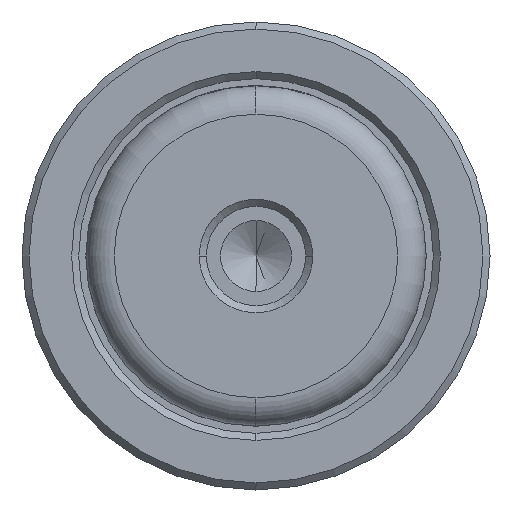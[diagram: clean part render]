
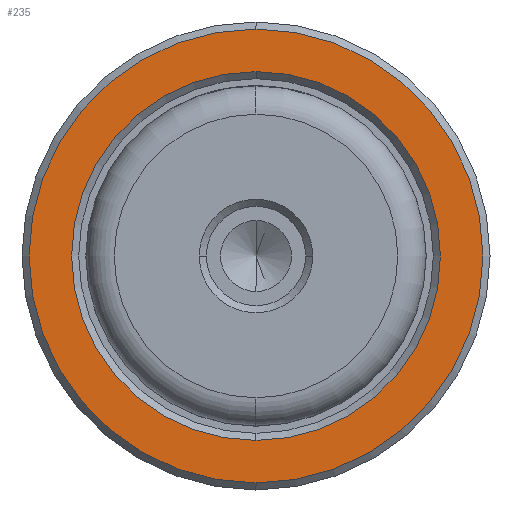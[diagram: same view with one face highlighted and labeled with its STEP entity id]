
A CAD part, left-side view. The second image highlights one B-rep face of the part: STEP entity #235.
In plain terms, the highlighted planar face has unit normal (-1, 0, 0).
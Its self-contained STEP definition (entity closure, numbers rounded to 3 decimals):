
#52 = AXIS2_PLACEMENT_3D ( 'NONE', #2117, #1378, #289 ) ;
#87 = VERTEX_POINT ( 'NONE', #1880 ) ;
#95 = EDGE_LOOP ( 'NONE', ( #759, #820 ) ) ;
#99 = CARTESIAN_POINT ( 'NONE',  ( 24., 0., 0. ) ) ;
#116 = DIRECTION ( 'NONE',  ( 1., 0., 0. ) ) ;
#235 = ADVANCED_FACE ( 'NONE', ( #648, #1117 ), #1190, .T. ) ;
#253 = CIRCLE ( 'NONE', #938, 13. ) ;
#285 = DIRECTION ( 'NONE',  ( 0., 0., -1. ) ) ;
#289 = DIRECTION ( 'NONE',  ( 0., 0., 1. ) ) ;
#335 = VERTEX_POINT ( 'NONE', #1809 ) ;
#384 = CARTESIAN_POINT ( 'NONE',  ( 24., 0., 0. ) ) ;
#400 = DIRECTION ( 'NONE',  ( -1., 0., 0. ) ) ;
#431 = AXIS2_PLACEMENT_3D ( 'NONE', #1492, #400, #1680 ) ;
#495 = EDGE_CURVE ( 'NONE', #2354, #87, #1306, .T. ) ;
#618 = DIRECTION ( 'NONE',  ( -1., 0., 0. ) ) ;
#648 = FACE_OUTER_BOUND ( 'NONE', #95, .T. ) ;
#743 = ORIENTED_EDGE ( 'NONE', *, *, #2356, .T. ) ;
#759 = ORIENTED_EDGE ( 'NONE', *, *, #1384, .T. ) ;
#820 = ORIENTED_EDGE ( 'NONE', *, *, #495, .T. ) ;
#906 = EDGE_CURVE ( 'NONE', #1206, #335, #253, .T. ) ;
#927 = AXIS2_PLACEMENT_3D ( 'NONE', #384, #618, #1888 ) ;
#930 = CIRCLE ( 'NONE', #1337, 13. ) ;
#938 = AXIS2_PLACEMENT_3D ( 'NONE', #99, #1374, #285 ) ;
#1117 = FACE_BOUND ( 'NONE', #1162, .T. ) ;
#1162 = EDGE_LOOP ( 'NONE', ( #1546, #743 ) ) ;
#1190 = PLANE ( 'NONE',  #52 ) ;
#1206 = VERTEX_POINT ( 'NONE', #2276 ) ;
#1210 = CARTESIAN_POINT ( 'NONE',  ( 24., 0., 0. ) ) ;
#1306 = CIRCLE ( 'NONE', #431, 16. ) ;
#1337 = AXIS2_PLACEMENT_3D ( 'NONE', #1210, #116, #1397 ) ;
#1374 = DIRECTION ( 'NONE',  ( 1., 0., 0. ) ) ;
#1378 = DIRECTION ( 'NONE',  ( -1., 0., 0. ) ) ;
#1384 = EDGE_CURVE ( 'NONE', #87, #2354, #2148, .T. ) ;
#1397 = DIRECTION ( 'NONE',  ( 0., 0., -1. ) ) ;
#1492 = CARTESIAN_POINT ( 'NONE',  ( 24., 0., 0. ) ) ;
#1546 = ORIENTED_EDGE ( 'NONE', *, *, #906, .T. ) ;
#1680 = DIRECTION ( 'NONE',  ( 0., 0., 1. ) ) ;
#1809 = CARTESIAN_POINT ( 'NONE',  ( 24., 0., -13. ) ) ;
#1880 = CARTESIAN_POINT ( 'NONE',  ( 24., 0., -16. ) ) ;
#1888 = DIRECTION ( 'NONE',  ( 0., 0., 1. ) ) ;
#1944 = CARTESIAN_POINT ( 'NONE',  ( 24., 0., 16. ) ) ;
#2117 = CARTESIAN_POINT ( 'NONE',  ( 24., -12., 0. ) ) ;
#2148 = CIRCLE ( 'NONE', #927, 16. ) ;
#2276 = CARTESIAN_POINT ( 'NONE',  ( 24., 0., 13. ) ) ;
#2354 = VERTEX_POINT ( 'NONE', #1944 ) ;
#2356 = EDGE_CURVE ( 'NONE', #335, #1206, #930, .T. ) ;
